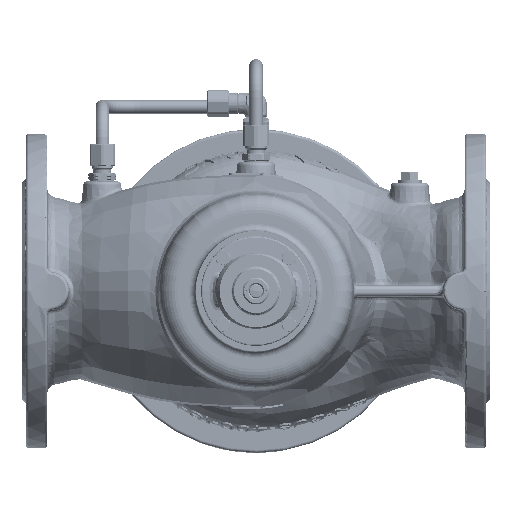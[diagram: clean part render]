
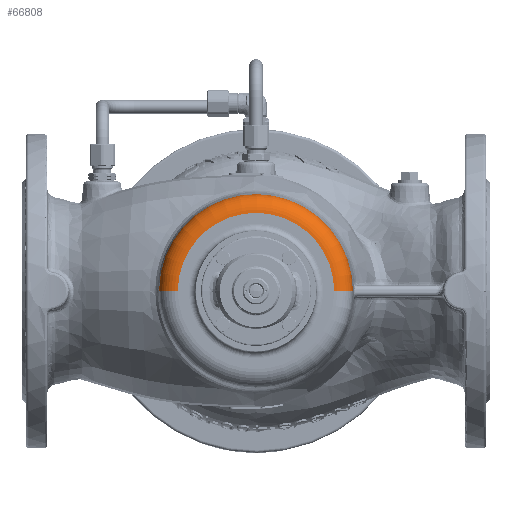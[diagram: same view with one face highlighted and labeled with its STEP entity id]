
A CAD part, front view. The second image highlights one B-rep face of the part: STEP entity #66808.
In plain terms, the highlighted toroidal (fillet/blend) face has major radius 58.48 mm and minor radius 14 mm.
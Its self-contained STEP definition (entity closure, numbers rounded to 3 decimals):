
#12742=CARTESIAN_POINT('',(0.,-135.,0.));
#12743=DIRECTION('',(0.,1.,0.));
#12744=DIRECTION('',(-1.,0.,0.));
#12745=AXIS2_PLACEMENT_3D('',#12742,#12743,#12744);
#12747=CARTESIAN_POINT('',(0.,-135.,0.));
#12748=DIRECTION('',(0.,1.,0.));
#12749=DIRECTION('',(-1.,0.,0.013));
#12750=AXIS2_PLACEMENT_3D('',#12747,#12748,#12749);
#12772=CARTESIAN_POINT('',(-58.48,-121.,0.));
#12773=DIRECTION('',(0.,0.,1.));
#12774=DIRECTION('',(-0.999,-0.035,0.));
#12775=AXIS2_PLACEMENT_3D('',#12772,#12773,#12774);
#12777=CARTESIAN_POINT('',(0.,-121.489,0.));
#12778=DIRECTION('',(0.,1.,0.));
#12779=DIRECTION('',(-1.,0.,0.));
#12780=AXIS2_PLACEMENT_3D('',#12777,#12778,#12779);
#12782=CARTESIAN_POINT('',(0.,-121.489,0.));
#12783=DIRECTION('',(0.,1.,0.));
#12784=DIRECTION('',(-1.,0.,0.013));
#12785=AXIS2_PLACEMENT_3D('',#12782,#12783,#12784);
#12787=CARTESIAN_POINT('',(58.48,-121.,0.));
#12788=DIRECTION('',(0.,0.,-1.));
#12789=DIRECTION('',(0.999,-0.035,0.));
#12790=AXIS2_PLACEMENT_3D('',#12787,#12788,#12789);
#32284=CARTESIAN_POINT('',(-58.48,-135.,0.));
#32286=VERTEX_POINT('',#32284);
#32287=CARTESIAN_POINT('',(58.48,-135.,0.));
#32288=VERTEX_POINT('',#32287);
#32289=CARTESIAN_POINT('',(-58.475,-135.,0.769));
#32290=VERTEX_POINT('',#32289);
#32291=CARTESIAN_POINT('',(72.472,-121.489,0.));
#32292=VERTEX_POINT('',#32291);
#32294=CARTESIAN_POINT('',(-72.472,-121.489,
0.));
#32296=VERTEX_POINT('',#32294);
#32297=CARTESIAN_POINT('',(-72.466,-121.489,
0.953));
#32298=VERTEX_POINT('',#32297);
#66795=CARTESIAN_POINT('',(0.,-121.,0.));
#66796=DIRECTION('',(0.,-1.,0.));
#66797=DIRECTION('',(1.,0.,-0.013));
#66798=AXIS2_PLACEMENT_3D('',#66795,#66796,#66797);
#66799=TOROIDAL_SURFACE('',#66798,58.48,14.);
#66800=ORIENTED_EDGE('',*,*,#66769,.F.);
#66801=ORIENTED_EDGE('',*,*,#66767,.F.);
#66802=ORIENTED_EDGE('',*,*,#66790,.F.);
#66803=ORIENTED_EDGE('',*,*,#55395,.T.);
#66804=ORIENTED_EDGE('',*,*,#55393,.T.);
#66805=ORIENTED_EDGE('',*,*,#66786,.T.);
#66806=EDGE_LOOP('',(#66800,#66801,#66802,#66803,#66804,#66805));
#66807=FACE_OUTER_BOUND('',#66806,.F.);
#66808=ADVANCED_FACE('',(#66807),#66799,.T.);
#12746=CIRCLE('',#12745,58.48);
#12751=CIRCLE('',#12750,58.48);
#12776=CIRCLE('',#12775,14.);
#12781=CIRCLE('',#12780,72.472);
#12786=CIRCLE('',#12785,72.472);
#12791=CIRCLE('',#12790,14.);
#55393=EDGE_CURVE('',#32298,#32292,#12786,.T.);
#55395=EDGE_CURVE('',#32296,#32298,#12781,.T.);
#66767=EDGE_CURVE('',#32286,#32290,#12746,.T.);
#66769=EDGE_CURVE('',#32290,#32288,#12751,.T.);
#66786=EDGE_CURVE('',#32292,#32288,#12791,.T.);
#66790=EDGE_CURVE('',#32296,#32286,#12776,.T.);
